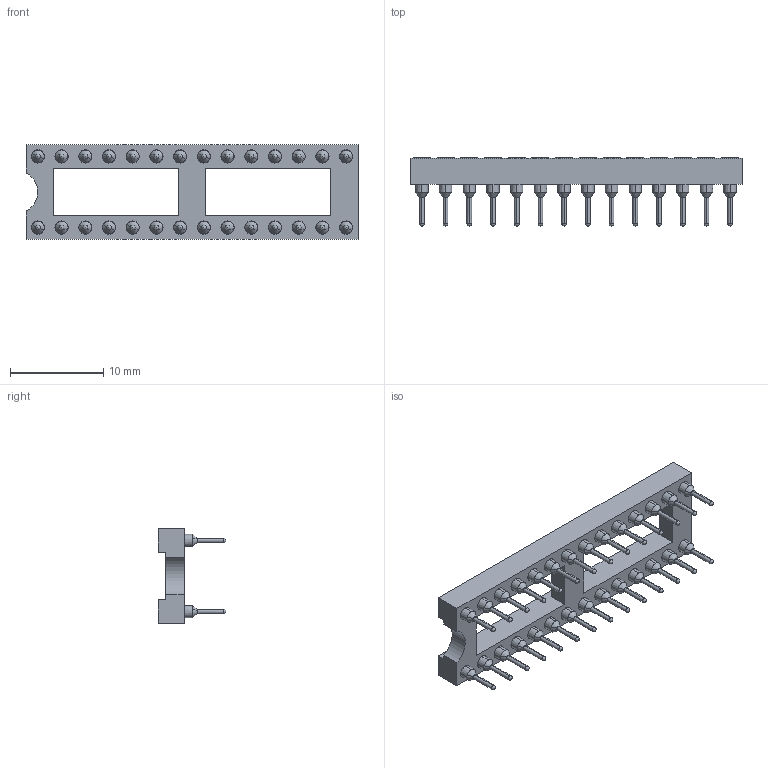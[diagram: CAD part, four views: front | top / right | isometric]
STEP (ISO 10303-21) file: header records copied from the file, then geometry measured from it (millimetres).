
FILE_DESCRIPTION (( 'STEP AP203' ), '1' );
FILE_NAME ('DIP28ass.STEP', '2014-07-25T13:32:34', ( '' ), ( '' ), 'SwSTEP 2.0', 'SolidWorks 2014', '' );
FILE_SCHEMA (( 'CONFIG_CONTROL_DESIGN' ));
Length unit declared in the file: millimetre
Products named in the file (3): DIP28ass; contact; Frame
Assembly tree (29 placements, depth 2):
  DIP28ass
    Frame
    contact  x28
Bounding box: 35.56 x 7.28 x 10.16 mm (x, y, z)
Volume: 615.4 mm3; surface area: 2070.4 mm2
Topology: 29 solids, 29 shells, 606 faces, 1482 edges, 988 vertices
Faces by surface type: cylinder 225, plane 129, cone 112, bspline 112, sphere 28
Entity records: 6581 total; most frequent: DIRECTION 1076, CARTESIAN_POINT 972, ORIENTED_EDGE 852, AXIS2_PLACEMENT_3D 452, EDGE_CURVE 426, VERTEX_POINT 284, EDGE_LOOP 262, CIRCLE 250
